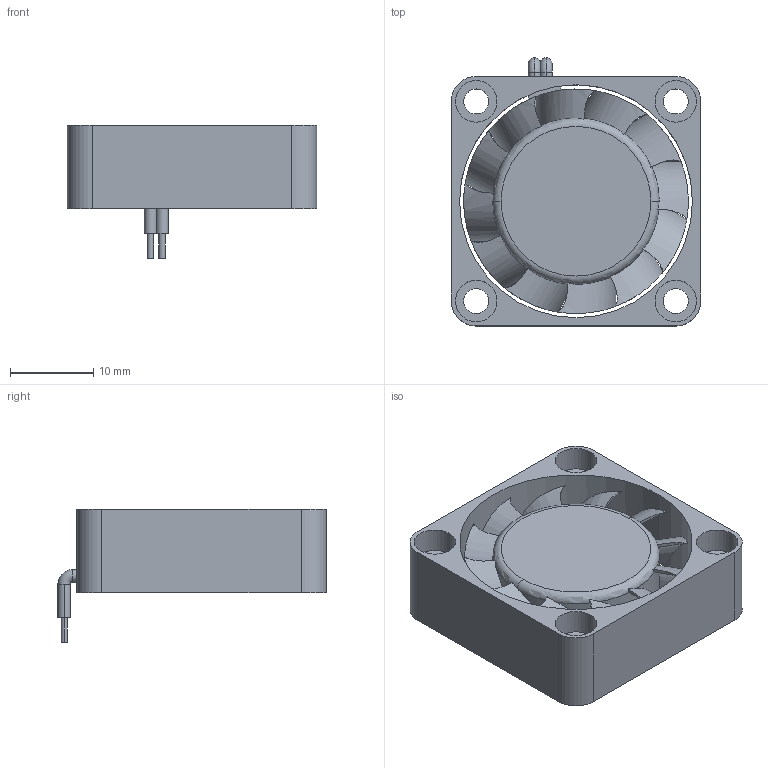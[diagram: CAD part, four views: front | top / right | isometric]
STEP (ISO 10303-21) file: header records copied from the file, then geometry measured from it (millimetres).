
FILE_DESCRIPTION (( 'STEP AP203' ), '1' );
FILE_NAME ('3010 Âåíòèëÿòîð.STEP', '2023-01-24T11:58:59', ( 'NICK' ), ( '' ), 'SwSTEP 2.0', 'SolidWorks 2022', '' );
FILE_SCHEMA (( 'CONFIG_CONTROL_DESIGN' ));
Length unit declared in the file: millimetre
Products named in the file (1): 3010 Вентилятор
Bounding box: 30 x 32.25 x 16 mm (x, y, z)
Volume: 5471.8 mm3; surface area: 5103.2 mm2
Topology: 1 solids, 1 shells, 111 faces, 286 edges, 184 vertices
Faces by surface type: cylinder 50, bspline 36, plane 17, torus 8
Entity records: 4379 total; most frequent: CARTESIAN_POINT 1818, ORIENTED_EDGE 572, DIRECTION 426, EDGE_CURVE 286, VERTEX_POINT 184, AXIS2_PLACEMENT_3D 178, EDGE_LOOP 128, B_SPLINE_CURVE_WITH_KNOTS 114
